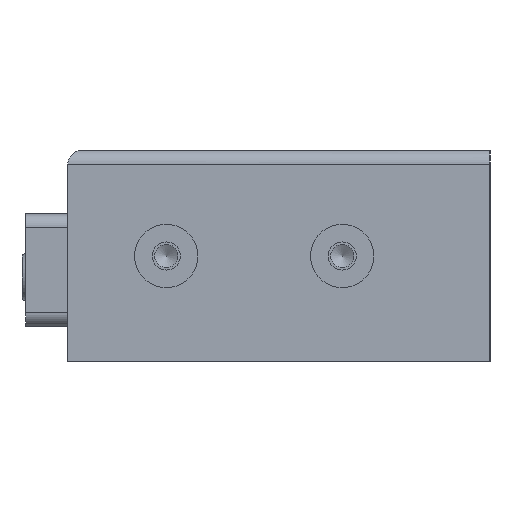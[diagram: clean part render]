
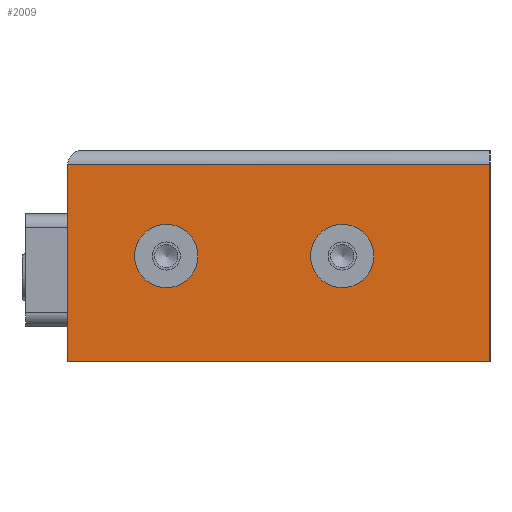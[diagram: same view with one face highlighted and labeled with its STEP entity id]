
A CAD part, left-side view. The second image highlights one B-rep face of the part: STEP entity #2009.
In plain terms, the highlighted planar face has unit normal (-1, 0, 0).
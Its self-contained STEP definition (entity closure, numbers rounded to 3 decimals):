
#86=LINE('',#3193,#193);
#104=LINE('',#3240,#211);
#108=LINE('',#3255,#215);
#115=LINE('',#3275,#222);
#193=VECTOR('',#2519,28.);
#211=VECTOR('',#2557,28.);
#215=VECTOR('',#2571,60.);
#222=VECTOR('',#2596,60.);
#384=PLANE('',#2193);
#441=FACE_BOUND('',#702,.T.);
#442=FACE_BOUND('',#703,.T.);
#543=FACE_OUTER_BOUND('',#701,.T.);
#701=EDGE_LOOP('',(#1586,#1587,#1588,#1589));
#702=EDGE_LOOP('',(#1590));
#703=EDGE_LOOP('',(#1591));
#919=CIRCLE('',#2194,4.5);
#920=CIRCLE('',#2195,4.5);
#1050=VERTEX_POINT('',#3190);
#1051=VERTEX_POINT('',#3192);
#1065=VERTEX_POINT('',#3229);
#1070=VERTEX_POINT('',#3238);
#1081=VERTEX_POINT('',#3277);
#1082=VERTEX_POINT('',#3279);
#1246=EDGE_CURVE('',#1050,#1051,#86,.T.);
#1269=EDGE_CURVE('',#1065,#1070,#104,.T.);
#1277=EDGE_CURVE('',#1050,#1065,#108,.T.);
#1288=EDGE_CURVE('',#1051,#1070,#115,.T.);
#1289=EDGE_CURVE('',#1081,#1081,#919,.T.);
#1290=EDGE_CURVE('',#1082,#1082,#920,.T.);
#1586=ORIENTED_EDGE('',*,*,#1246,.F.);
#1587=ORIENTED_EDGE('',*,*,#1277,.T.);
#1588=ORIENTED_EDGE('',*,*,#1269,.T.);
#1589=ORIENTED_EDGE('',*,*,#1288,.F.);
#1590=ORIENTED_EDGE('',*,*,#1289,.F.);
#1591=ORIENTED_EDGE('',*,*,#1290,.F.);
#2009=ADVANCED_FACE('',(#543,#441,#442),#384,.T.);
#2193=AXIS2_PLACEMENT_3D('',#3276,#2597,#2598);
#2194=AXIS2_PLACEMENT_3D('',#3278,#2599,#2600);
#2195=AXIS2_PLACEMENT_3D('',#3280,#2601,#2602);
#2519=DIRECTION('',(0.,0.,1.));
#2557=DIRECTION('',(0.,0.,1.));
#2571=DIRECTION('',(0.,-1.,0.));
#2596=DIRECTION('',(0.,-1.,0.));
#2597=DIRECTION('center_axis',(-1.,0.,0.));
#2598=DIRECTION('ref_axis',(0.,1.,0.));
#2599=DIRECTION('center_axis',(-1.,0.,0.));
#2600=DIRECTION('ref_axis',(0.,0.,-1.));
#2601=DIRECTION('center_axis',(-1.,0.,0.));
#2602=DIRECTION('ref_axis',(0.,0.,-1.));
#3190=CARTESIAN_POINT('',(0.,60.,0.));
#3192=CARTESIAN_POINT('',(0.,60.,28.));
#3193=CARTESIAN_POINT('',(0.,60.,0.));
#3229=CARTESIAN_POINT('',(0.,0.,0.));
#3238=CARTESIAN_POINT('',(0.,0.,28.));
#3240=CARTESIAN_POINT('',(0.,0.,0.));
#3255=CARTESIAN_POINT('',(0.,60.,0.));
#3275=CARTESIAN_POINT('',(0.,60.,28.));
#3276=CARTESIAN_POINT('Origin',(0.,60.,0.));
#3277=CARTESIAN_POINT('',(0.,21.,10.5));
#3278=CARTESIAN_POINT('Origin',(0.,21.,15.));
#3279=CARTESIAN_POINT('',(0.,46.,10.5));
#3280=CARTESIAN_POINT('Origin',(0.,46.,15.));
